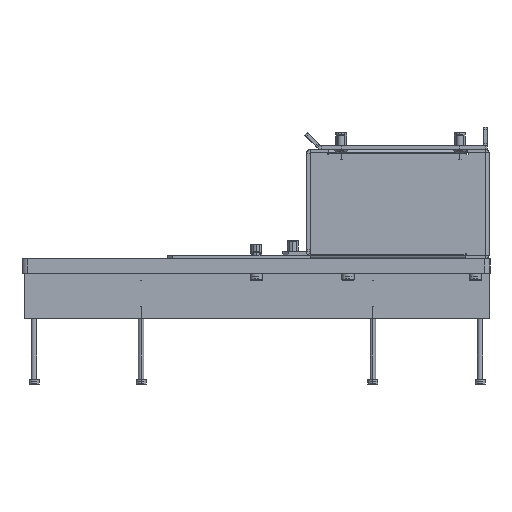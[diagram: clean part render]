
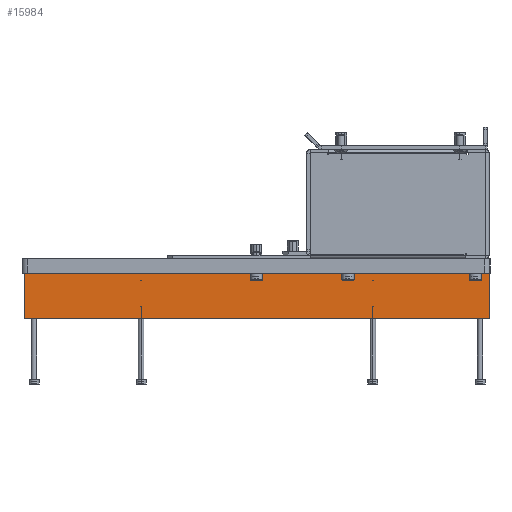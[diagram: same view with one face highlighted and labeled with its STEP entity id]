
A CAD part, left-side view. The second image highlights one B-rep face of the part: STEP entity #15984.
In plain terms, the highlighted face is planar.
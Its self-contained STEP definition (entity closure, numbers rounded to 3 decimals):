
#1068 = CARTESIAN_POINT ( 'NONE',  ( 4., 127.25, 12.5 ) ) ;
#1320 = LINE ( 'NONE', #10325, #18329 ) ;
#1608 = DIRECTION ( 'NONE',  ( 0., 0., 1. ) ) ;
#2551 = ORIENTED_EDGE ( 'NONE', *, *, #9719, .T. ) ;
#3015 = VECTOR ( 'NONE', #4810, 1000. ) ;
#3308 = EDGE_CURVE ( 'NONE', #12161, #6200, #1320, .T. ) ;
#4598 = CARTESIAN_POINT ( 'NONE',  ( 4., 127.25, 12.5 ) ) ;
#4696 = PLANE ( 'NONE',  #7688 ) ;
#4810 = DIRECTION ( 'NONE',  ( 0., 0., -1. ) ) ;
#5682 = DIRECTION ( 'NONE',  ( 0., -1., 0. ) ) ;
#5866 = EDGE_CURVE ( 'NONE', #7847, #11370, #14274, .T. ) ;
#6060 = DIRECTION ( 'NONE',  ( -1., 0., 0. ) ) ;
#6200 = VERTEX_POINT ( 'NONE', #13312 ) ;
#6302 = CARTESIAN_POINT ( 'NONE',  ( 4., 127.25, -12.5 ) ) ;
#6821 = DIRECTION ( 'NONE',  ( 0., -1., 0. ) ) ;
#7070 = LINE ( 'NONE', #1068, #8021 ) ;
#7644 = ORIENTED_EDGE ( 'NONE', *, *, #3308, .F. ) ;
#7688 = AXIS2_PLACEMENT_3D ( 'NONE', #4598, #6060, #1608 ) ;
#7847 = VERTEX_POINT ( 'NONE', #13098 ) ;
#8021 = VECTOR ( 'NONE', #12765, 1000. ) ;
#9719 = EDGE_CURVE ( 'NONE', #11370, #6200, #10638, .T. ) ;
#10325 = CARTESIAN_POINT ( 'NONE',  ( 4., 127.25, -12.5 ) ) ;
#10533 = ORIENTED_EDGE ( 'NONE', *, *, #5866, .T. ) ;
#10638 = LINE ( 'NONE', #16628, #3015 ) ;
#10670 = VECTOR ( 'NONE', #6821, 1000. ) ;
#11370 = VERTEX_POINT ( 'NONE', #12459 ) ;
#12161 = VERTEX_POINT ( 'NONE', #6302 ) ;
#12459 = CARTESIAN_POINT ( 'NONE',  ( 4., -127.25, 12.5 ) ) ;
#12495 = ORIENTED_EDGE ( 'NONE', *, *, #15388, .F. ) ;
#12518 = EDGE_LOOP ( 'NONE', ( #2551, #7644, #12495, #10533 ) ) ;
#12765 = DIRECTION ( 'NONE',  ( 0., 0., -1. ) ) ;
#12911 = CARTESIAN_POINT ( 'NONE',  ( 4., 127.25, 12.5 ) ) ;
#13098 = CARTESIAN_POINT ( 'NONE',  ( 4., 127.25, 12.5 ) ) ;
#13312 = CARTESIAN_POINT ( 'NONE',  ( 4., -127.25, -12.5 ) ) ;
#13594 = FACE_OUTER_BOUND ( 'NONE', #12518, .T. ) ;
#14274 = LINE ( 'NONE', #12911, #10670 ) ;
#15388 = EDGE_CURVE ( 'NONE', #7847, #12161, #7070, .T. ) ;
#15984 = ADVANCED_FACE ( 'NONE', ( #13594 ), #4696, .F. ) ;
#16628 = CARTESIAN_POINT ( 'NONE',  ( 4., -127.25, 12.5 ) ) ;
#18329 = VECTOR ( 'NONE', #5682, 1000. ) ;
